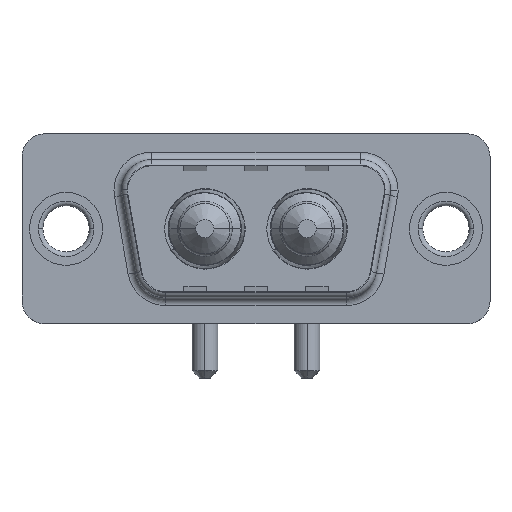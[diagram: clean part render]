
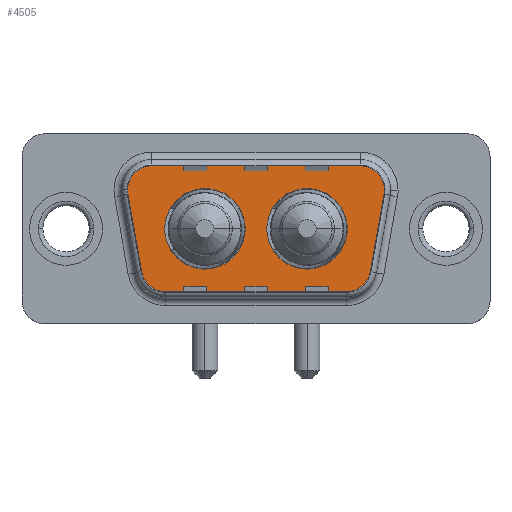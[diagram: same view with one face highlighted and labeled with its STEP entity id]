
A CAD part, top view. The second image highlights one B-rep face of the part: STEP entity #4505.
In plain terms, the highlighted planar face has unit normal (0, 0, 1).
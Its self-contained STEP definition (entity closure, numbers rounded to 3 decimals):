
#117 = CARTESIAN_POINT ( 'NONE',  ( 4.489, -3.247, 0. ) ) ;
#139 = LINE ( 'NONE', #6151, #150 ) ;
#150 = VECTOR ( 'NONE', #5371, 1000. ) ;
#234 = EDGE_CURVE ( 'NONE', #5569, #3842, #7284, .T. ) ;
#256 = VECTOR ( 'NONE', #2057, 1000. ) ;
#272 = CARTESIAN_POINT ( 'NONE',  ( 15.86, 0., 0. ) ) ;
#307 = AXIS2_PLACEMENT_3D ( 'NONE', #1433, #6612, #8893 ) ;
#436 = CARTESIAN_POINT ( 'NONE',  ( 21.534, 2.553, 0. ) ) ;
#545 = DIRECTION ( 'NONE',  ( -1., 0., 0. ) ) ;
#566 = CARTESIAN_POINT ( 'NONE',  ( 5.436, 4.9, 0. ) ) ;
#620 = EDGE_CURVE ( 'NONE', #7991, #2960, #139, .T. ) ;
#639 = LINE ( 'NONE', #9569, #256 ) ;
#830 = CARTESIAN_POINT ( 'NONE',  ( 18.51, 0., 0. ) ) ;
#1220 = EDGE_CURVE ( 'NONE', #7683, #1303, #4573, .T. ) ;
#1303 = VERTEX_POINT ( 'NONE', #8304 ) ;
#1428 = CIRCLE ( 'NONE', #4941, 2. ) ;
#1433 = CARTESIAN_POINT ( 'NONE',  ( 9.14, 0., 0. ) ) ;
#1491 = AXIS2_PLACEMENT_3D ( 'NONE', #6610, #2910, #8100 ) ;
#1517 = ORIENTED_EDGE ( 'NONE', *, *, #3256, .F. ) ;
#1560 = ORIENTED_EDGE ( 'NONE', *, *, #6786, .T. ) ;
#1615 = AXIS2_PLACEMENT_3D ( 'NONE', #1700, #1846, #4874 ) ;
#1700 = CARTESIAN_POINT ( 'NONE',  ( 18.541, -2.9, 0. ) ) ;
#1737 = AXIS2_PLACEMENT_3D ( 'NONE', #3493, #2010, #545 ) ;
#1739 = DIRECTION ( 'NONE',  ( 1., 0., 0. ) ) ;
#1787 = VERTEX_POINT ( 'NONE', #117 ) ;
#1846 = DIRECTION ( 'NONE',  ( 0., 0., 1. ) ) ;
#1861 = VECTOR ( 'NONE', #5024, 1000. ) ;
#2010 = DIRECTION ( 'NONE',  ( 0., 0., 1. ) ) ;
#2053 = EDGE_CURVE ( 'NONE', #3842, #3439, #8984, .T. ) ;
#2057 = DIRECTION ( 'NONE',  ( 0.174, -0.985, 0. ) ) ;
#2137 = CARTESIAN_POINT ( 'NONE',  ( 6.459, -2.9, 0. ) ) ;
#2405 = ORIENTED_EDGE ( 'NONE', *, *, #8276, .T. ) ;
#2475 = DIRECTION ( 'NONE',  ( 1., 0., 0. ) ) ;
#2582 = PLANE ( 'NONE',  #1615 ) ;
#2586 = VECTOR ( 'NONE', #8449, 1000. ) ;
#2614 = ORIENTED_EDGE ( 'NONE', *, *, #6583, .T. ) ;
#2727 = DIRECTION ( 'NONE',  ( 0., 0., 1. ) ) ;
#2910 = DIRECTION ( 'NONE',  ( 0., 0., 1. ) ) ;
#2957 = CARTESIAN_POINT ( 'NONE',  ( 9.14, 0., 0. ) ) ;
#2960 = VERTEX_POINT ( 'NONE', #566 ) ;
#2993 = LINE ( 'NONE', #5441, #2586 ) ;
#3188 = AXIS2_PLACEMENT_3D ( 'NONE', #8653, #7906, #2475 ) ;
#3218 = DIRECTION ( 'NONE',  ( 0., 0., 1. ) ) ;
#3256 = EDGE_CURVE ( 'NONE', #6211, #5585, #7886, .T. ) ;
#3322 = FACE_BOUND ( 'NONE', #3999, .T. ) ;
#3439 = VERTEX_POINT ( 'NONE', #5442 ) ;
#3493 = CARTESIAN_POINT ( 'NONE',  ( 19.564, 2.9, 0. ) ) ;
#3812 = CIRCLE ( 'NONE', #6028, 2. ) ;
#3842 = VERTEX_POINT ( 'NONE', #8832 ) ;
#3999 = EDGE_LOOP ( 'NONE', ( #4093, #6754 ) ) ;
#4093 = ORIENTED_EDGE ( 'NONE', *, *, #9140, .F. ) ;
#4327 = DIRECTION ( 'NONE',  ( 0., 0., 1. ) ) ;
#4505 = ADVANCED_FACE ( 'NONE', ( #8517, #3322, #5468 ), #2582, .T. ) ;
#4573 = CIRCLE ( 'NONE', #307, 2.65 ) ;
#4639 = VERTEX_POINT ( 'NONE', #9402 ) ;
#4655 = CARTESIAN_POINT ( 'NONE',  ( 6.459, -4.9, 0. ) ) ;
#4710 = CARTESIAN_POINT ( 'NONE',  ( 18.541, -4.9, 0. ) ) ;
#4874 = DIRECTION ( 'NONE',  ( 1., 0., 0. ) ) ;
#4941 = AXIS2_PLACEMENT_3D ( 'NONE', #7161, #3218, #6237 ) ;
#4964 = AXIS2_PLACEMENT_3D ( 'NONE', #2957, #5980, #5154 ) ;
#5024 = DIRECTION ( 'NONE',  ( 0.174, 0.985, 0. ) ) ;
#5154 = DIRECTION ( 'NONE',  ( 1., 0., 0. ) ) ;
#5288 = CIRCLE ( 'NONE', #1491, 2. ) ;
#5371 = DIRECTION ( 'NONE',  ( -1., 0., 0. ) ) ;
#5441 = CARTESIAN_POINT ( 'NONE',  ( 6.459, -4.9, 0. ) ) ;
#5442 = CARTESIAN_POINT ( 'NONE',  ( 21.564, 2.9, 0. ) ) ;
#5468 = FACE_OUTER_BOUND ( 'NONE', #8270, .T. ) ;
#5549 = ORIENTED_EDGE ( 'NONE', *, *, #234, .T. ) ;
#5569 = VERTEX_POINT ( 'NONE', #5583 ) ;
#5583 = CARTESIAN_POINT ( 'NONE',  ( 20.511, -3.247, 0. ) ) ;
#5585 = VERTEX_POINT ( 'NONE', #6403 ) ;
#5743 = DIRECTION ( 'NONE',  ( -1., 0., 0. ) ) ;
#5751 = ORIENTED_EDGE ( 'NONE', *, *, #2053, .T. ) ;
#5865 = AXIS2_PLACEMENT_3D ( 'NONE', #2137, #2727, #5743 ) ;
#5980 = DIRECTION ( 'NONE',  ( 0., 0., 1. ) ) ;
#6028 = AXIS2_PLACEMENT_3D ( 'NONE', #6542, #4327, #7377 ) ;
#6089 = EDGE_LOOP ( 'NONE', ( #1517, #6761 ) ) ;
#6124 = EDGE_CURVE ( 'NONE', #9666, #5569, #3812, .T. ) ;
#6151 = CARTESIAN_POINT ( 'NONE',  ( 5.436, 4.9, 0. ) ) ;
#6194 = CARTESIAN_POINT ( 'NONE',  ( 19.564, 4.9, 0. ) ) ;
#6211 = VERTEX_POINT ( 'NONE', #830 ) ;
#6237 = DIRECTION ( 'NONE',  ( -1., 0., 0. ) ) ;
#6403 = CARTESIAN_POINT ( 'NONE',  ( 13.21, 0., 0. ) ) ;
#6458 = AXIS2_PLACEMENT_3D ( 'NONE', #272, #9343, #1739 ) ;
#6542 = CARTESIAN_POINT ( 'NONE',  ( 18.541, -2.9, 0. ) ) ;
#6583 = EDGE_CURVE ( 'NONE', #1787, #8858, #9341, .T. ) ;
#6610 = CARTESIAN_POINT ( 'NONE',  ( 5.436, 2.9, 0. ) ) ;
#6612 = DIRECTION ( 'NONE',  ( 0., 0., 1. ) ) ;
#6754 = ORIENTED_EDGE ( 'NONE', *, *, #1220, .F. ) ;
#6761 = ORIENTED_EDGE ( 'NONE', *, *, #6826, .F. ) ;
#6786 = EDGE_CURVE ( 'NONE', #3439, #7991, #1428, .T. ) ;
#6826 = EDGE_CURVE ( 'NONE', #5585, #6211, #7446, .T. ) ;
#7161 = CARTESIAN_POINT ( 'NONE',  ( 19.564, 2.9, 0. ) ) ;
#7284 = LINE ( 'NONE', #436, #1861 ) ;
#7377 = DIRECTION ( 'NONE',  ( 1., 0., 0. ) ) ;
#7442 = ORIENTED_EDGE ( 'NONE', *, *, #6124, .T. ) ;
#7446 = CIRCLE ( 'NONE', #3188, 2.65 ) ;
#7683 = VERTEX_POINT ( 'NONE', #7923 ) ;
#7886 = CIRCLE ( 'NONE', #6458, 2.65 ) ;
#7906 = DIRECTION ( 'NONE',  ( 0., 0., 1. ) ) ;
#7923 = CARTESIAN_POINT ( 'NONE',  ( 6.49, 0., 0. ) ) ;
#7991 = VERTEX_POINT ( 'NONE', #6194 ) ;
#8003 = ORIENTED_EDGE ( 'NONE', *, *, #620, .T. ) ;
#8100 = DIRECTION ( 'NONE',  ( 1., 0., 0. ) ) ;
#8270 = EDGE_LOOP ( 'NONE', ( #7442, #5549, #5751, #1560, #8003, #2405, #8920, #2614, #9134 ) ) ;
#8276 = EDGE_CURVE ( 'NONE', #2960, #4639, #5288, .T. ) ;
#8304 = CARTESIAN_POINT ( 'NONE',  ( 11.79, 0., 0. ) ) ;
#8449 = DIRECTION ( 'NONE',  ( 1., 0., 0. ) ) ;
#8517 = FACE_BOUND ( 'NONE', #6089, .T. ) ;
#8653 = CARTESIAN_POINT ( 'NONE',  ( 15.86, 0., 0. ) ) ;
#8705 = EDGE_CURVE ( 'NONE', #4639, #1787, #639, .T. ) ;
#8832 = CARTESIAN_POINT ( 'NONE',  ( 21.534, 2.553, 0. ) ) ;
#8858 = VERTEX_POINT ( 'NONE', #4655 ) ;
#8893 = DIRECTION ( 'NONE',  ( 1., 0., 0. ) ) ;
#8920 = ORIENTED_EDGE ( 'NONE', *, *, #8705, .T. ) ;
#8984 = CIRCLE ( 'NONE', #1737, 2. ) ;
#9134 = ORIENTED_EDGE ( 'NONE', *, *, #9622, .T. ) ;
#9140 = EDGE_CURVE ( 'NONE', #1303, #7683, #9388, .T. ) ;
#9341 = CIRCLE ( 'NONE', #5865, 2. ) ;
#9343 = DIRECTION ( 'NONE',  ( 0., 0., 1. ) ) ;
#9388 = CIRCLE ( 'NONE', #4964, 2.65 ) ;
#9402 = CARTESIAN_POINT ( 'NONE',  ( 3.466, 2.553, 0. ) ) ;
#9569 = CARTESIAN_POINT ( 'NONE',  ( 3.466, 2.553, 0. ) ) ;
#9622 = EDGE_CURVE ( 'NONE', #8858, #9666, #2993, .T. ) ;
#9666 = VERTEX_POINT ( 'NONE', #4710 ) ;
